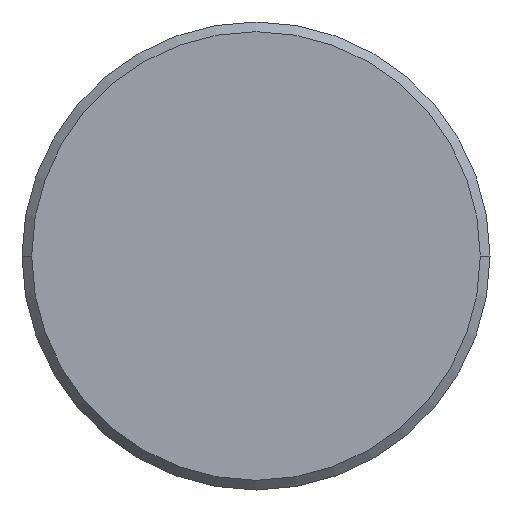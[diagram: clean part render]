
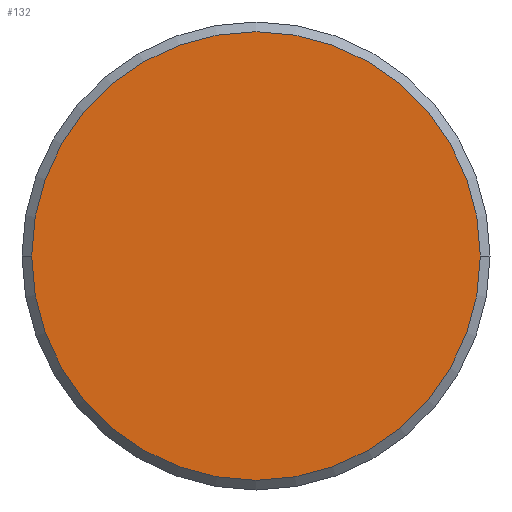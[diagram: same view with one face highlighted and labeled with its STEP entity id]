
A CAD part, front view. The second image highlights one B-rep face of the part: STEP entity #132.
In plain terms, the highlighted planar face has unit normal (0, -1, 0).
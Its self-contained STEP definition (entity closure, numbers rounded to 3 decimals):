
#132 = ADVANCED_FACE( '', ( #255 ), #256, .T. );
#255 = FACE_OUTER_BOUND( '', #383, .T. );
#256 = PLANE( '', #384 );
#383 = EDGE_LOOP( '', ( #818, #819 ) );
#384 = AXIS2_PLACEMENT_3D( '', #820, #821, #822 );
#818 = ORIENTED_EDGE( '', *, *, #902, .F. );
#819 = ORIENTED_EDGE( '', *, *, #990, .F. );
#820 = CARTESIAN_POINT( '', ( 4.792, 0., 0. ) );
#821 = DIRECTION( '', ( 0., -1., 0. ) );
#822 = DIRECTION( '', ( -1., 0., 0. ) );
#902 = EDGE_CURVE( '', #1076, #1078, #1079, .T. );
#990 = EDGE_CURVE( '', #1078, #1076, #1205, .T. );
#1076 = VERTEX_POINT( '', #1383 );
#1078 = VERTEX_POINT( '', #1386 );
#1079 = CIRCLE( '', #1387, 9.585 );
#1205 = CIRCLE( '', #1764, 9.585 );
#1383 = CARTESIAN_POINT( '', ( 9.585, 0., 0. ) );
#1386 = CARTESIAN_POINT( '', ( -9.585, 0., 0. ) );
#1387 = AXIS2_PLACEMENT_3D( '', #1847, #1848, #1849 );
#1764 = AXIS2_PLACEMENT_3D( '', #1969, #1970, #1971 );
#1847 = CARTESIAN_POINT( '', ( 0., 0., 0. ) );
#1848 = DIRECTION( '', ( 0., 1., 0. ) );
#1849 = DIRECTION( '', ( 1., 0., 0. ) );
#1969 = CARTESIAN_POINT( '', ( 0., 0., 0. ) );
#1970 = DIRECTION( '', ( 0., 1., 0. ) );
#1971 = DIRECTION( '', ( 1., 0., 0. ) );
